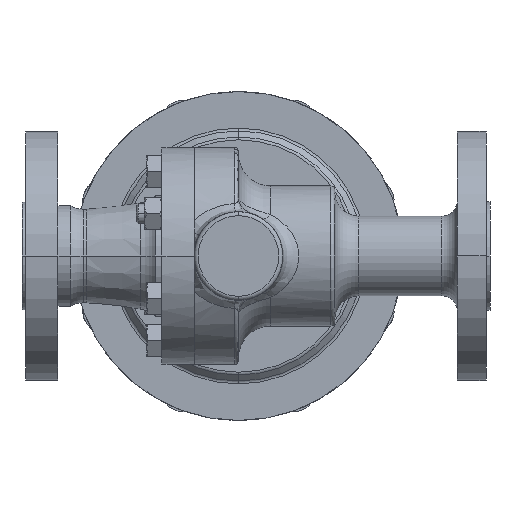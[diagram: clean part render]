
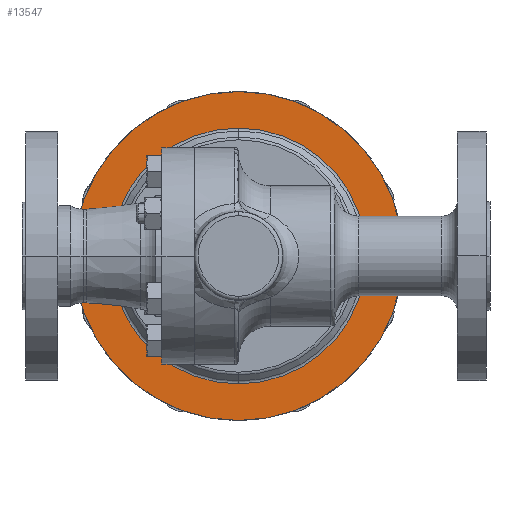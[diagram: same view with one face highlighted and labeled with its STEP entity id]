
A CAD part, front view. The second image highlights one B-rep face of the part: STEP entity #13547.
In plain terms, the highlighted planar face has unit normal (0, -1, 0).
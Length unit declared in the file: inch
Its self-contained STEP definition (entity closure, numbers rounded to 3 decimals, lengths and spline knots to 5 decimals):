
#738 = AXIS2_PLACEMENT_3D ( 'NONE', #13438, #8386, #14736 ) ;
#850 = ORIENTED_EDGE ( 'NONE', *, *, #3660, .F. ) ;
#1019 = CARTESIAN_POINT ( 'NONE',  ( 0., 2.17, -2.56 ) ) ;
#1079 = CARTESIAN_POINT ( 'NONE',  ( 0., 2.17, -1.99068 ) ) ;
#1954 = EDGE_CURVE ( 'NONE', #10812, #4825, #12828, .T. ) ;
#2601 = DIRECTION ( 'NONE',  ( 0., 0., -1. ) ) ;
#3231 = CIRCLE ( 'NONE', #738, 1.99068 ) ;
#3297 = EDGE_CURVE ( 'NONE', #4825, #10812, #15409, .T. ) ;
#3660 = EDGE_CURVE ( 'NONE', #8258, #6120, #12940, .T. ) ;
#3869 = DIRECTION ( 'NONE',  ( 0., 0., -1. ) ) ;
#3975 = EDGE_CURVE ( 'NONE', #6120, #8258, #3231, .T. ) ;
#4754 = PLANE ( 'NONE',  #14917 ) ;
#4825 = VERTEX_POINT ( 'NONE', #1019 ) ;
#5304 = DIRECTION ( 'NONE',  ( 0., 1., 0. ) ) ;
#5764 = DIRECTION ( 'NONE',  ( 0., 1., 0. ) ) ;
#6120 = VERTEX_POINT ( 'NONE', #9722 ) ;
#6886 = EDGE_LOOP ( 'NONE', ( #6942, #7747 ) ) ;
#6942 = ORIENTED_EDGE ( 'NONE', *, *, #1954, .F. ) ;
#7747 = ORIENTED_EDGE ( 'NONE', *, *, #3297, .F. ) ;
#7768 = DIRECTION ( 'NONE',  ( 0., -1., 0. ) ) ;
#8258 = VERTEX_POINT ( 'NONE', #1079 ) ;
#8332 = DIRECTION ( 'NONE',  ( 0., 0., -1. ) ) ;
#8386 = DIRECTION ( 'NONE',  ( 0., -1., 0. ) ) ;
#9722 = CARTESIAN_POINT ( 'NONE',  ( 0., 2.17, 1.99068 ) ) ;
#10186 = CARTESIAN_POINT ( 'NONE',  ( 0., 2.17, 0. ) ) ;
#10812 = VERTEX_POINT ( 'NONE', #13491 ) ;
#10972 = EDGE_LOOP ( 'NONE', ( #850, #13955 ) ) ;
#11193 = AXIS2_PLACEMENT_3D ( 'NONE', #10186, #5304, #2601 ) ;
#11241 = DIRECTION ( 'NONE',  ( 0., -1., 0. ) ) ;
#11601 = FACE_BOUND ( 'NONE', #10972, .T. ) ;
#11884 = DIRECTION ( 'NONE',  ( 0., 0., -1. ) ) ;
#12828 = CIRCLE ( 'NONE', #11193, 2.56 ) ;
#12940 = CIRCLE ( 'NONE', #13277, 1.99068 ) ;
#13277 = AXIS2_PLACEMENT_3D ( 'NONE', #15385, #7768, #11884 ) ;
#13384 = CARTESIAN_POINT ( 'NONE',  ( 0., 2.17, 0. ) ) ;
#13438 = CARTESIAN_POINT ( 'NONE',  ( 0., 2.17, 0. ) ) ;
#13491 = CARTESIAN_POINT ( 'NONE',  ( 0., 2.17, 2.56 ) ) ;
#13547 = ADVANCED_FACE ( 'NONE', ( #15203, #11601 ), #4754, .T. ) ;
#13910 = CARTESIAN_POINT ( 'NONE',  ( 1.99068, 2.17, 0. ) ) ;
#13955 = ORIENTED_EDGE ( 'NONE', *, *, #3975, .F. ) ;
#14736 = DIRECTION ( 'NONE',  ( 0., 0., -1. ) ) ;
#14917 = AXIS2_PLACEMENT_3D ( 'NONE', #13910, #11241, #3869 ) ;
#15203 = FACE_OUTER_BOUND ( 'NONE', #6886, .T. ) ;
#15385 = CARTESIAN_POINT ( 'NONE',  ( 0., 2.17, 0. ) ) ;
#15409 = CIRCLE ( 'NONE', #16284, 2.56 ) ;
#16284 = AXIS2_PLACEMENT_3D ( 'NONE', #13384, #5764, #8332 ) ;
